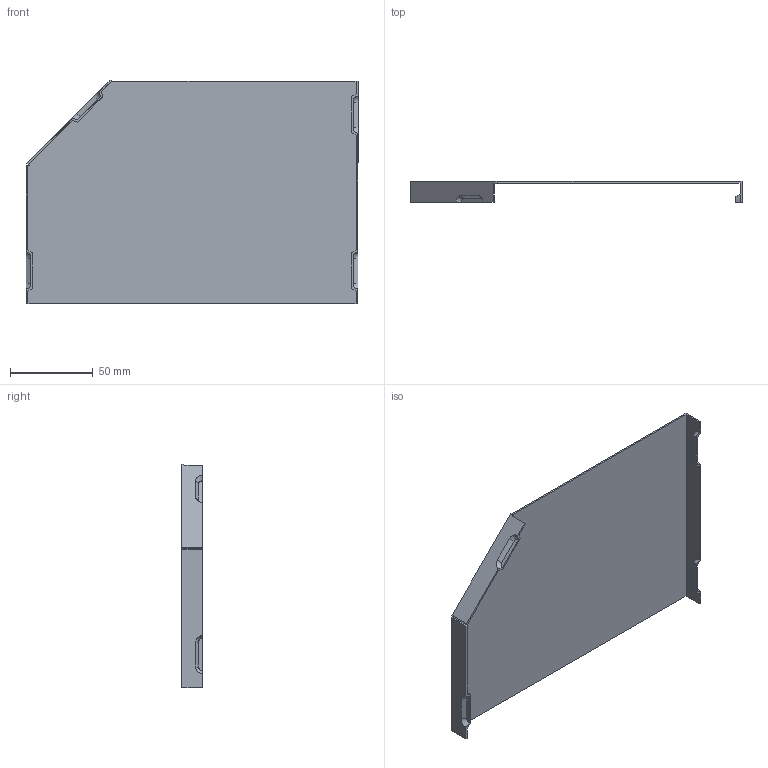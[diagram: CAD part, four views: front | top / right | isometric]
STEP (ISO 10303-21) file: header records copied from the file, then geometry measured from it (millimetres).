
FILE_DESCRIPTION(/* description */ (''),/* implementation_level */ '2;1');
FILE_NAME(/* name */ 'KPDplus-L 150x200.ipt.stp',/* time_stamp */ '2023-05-25T17:00:33+03:00',/* author */ ('Manager3'),/* organization */ (''),/* preprocessor_version */ 'ST-DEVELOPER v19.2',/* originating_system */ 'Autodesk Inventor 2023',/* authorisation */ '');
FILE_SCHEMA (('AUTOMOTIVE_DESIGN { 1 0 10303 214 3 1 1 }'));
Length unit declared in the file: millimetre
Products named in the file (1): Переходник левый 
50х150-200 "ПЛЮС"
Bounding box: 200 x 12.5 x 134.71 mm (x, y, z)
Volume: 29167.5 mm3; surface area: 58801 mm2
Topology: 1 solids, 1 shells, 57 faces, 166 edges, 111 vertices
Faces by surface type: plane 40, cone 16, bspline 1
Entity records: 2029 total; most frequent: CARTESIAN_POINT 386, ORIENTED_EDGE 332, DIRECTION 308, EDGE_CURVE 166, LINE 130, VECTOR 130, VERTEX_POINT 111, AXIS2_PLACEMENT_3D 89
